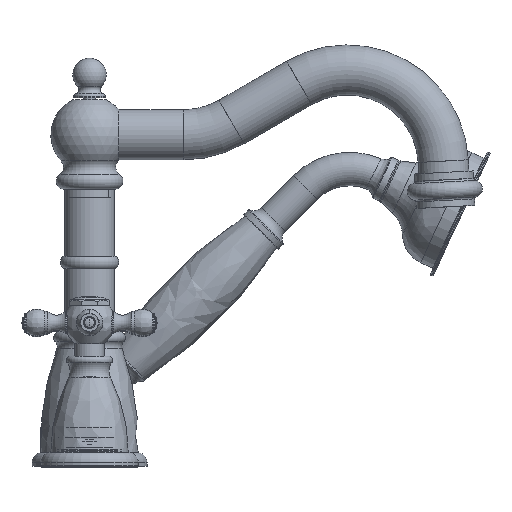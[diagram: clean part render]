
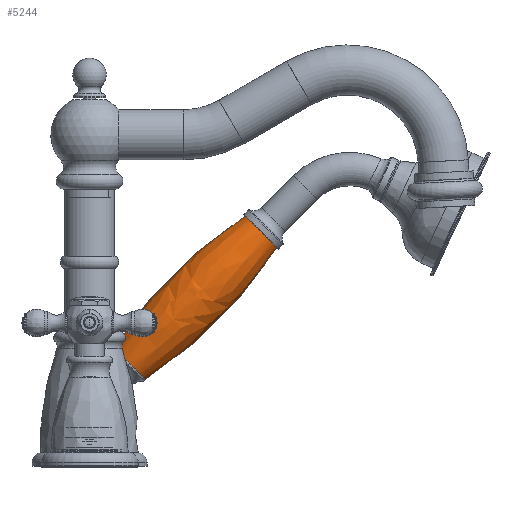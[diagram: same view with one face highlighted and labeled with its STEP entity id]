
A CAD part, top view. The second image highlights one B-rep face of the part: STEP entity #5244.
In plain terms, the highlighted free-form (B-spline) face has degree [3, 3] with [7, 4] control points.
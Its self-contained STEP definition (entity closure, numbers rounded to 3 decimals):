
#53=CARTESIAN_POINT('',(19.117,49.532,-200.));
#54=DIRECTION('',(0.707,0.707,0.));
#55=DIRECTION('',(-0.707,0.707,0.));
#56=AXIS2_PLACEMENT_3D('',#53,#54,#55);
#63=CARTESIAN_POINT('',(-87.53,219.113,-200.));
#64=DIRECTION('',(0.,0.,1.));
#65=DIRECTION('',(0.542,-0.84,0.));
#66=AXIS2_PLACEMENT_3D('',#63,#64,#65);
#68=CARTESIAN_POINT('',(188.696,-57.116,-200.));
#69=DIRECTION('',(0.,0.,1.));
#70=DIRECTION('',(-0.542,0.84,0.));
#71=AXIS2_PLACEMENT_3D('',#68,#69,#70);
#83=CARTESIAN_POINT('',(82.05,112.464,-200.));
#84=DIRECTION('',(-0.707,-0.707,0.));
#85=DIRECTION('',(0.707,-0.707,0.));
#86=AXIS2_PLACEMENT_3D('',#83,#84,#85);
#4270=CARTESIAN_POINT('',(11.516,57.134,-200.));
#4271=CARTESIAN_POINT('',(26.718,41.931,-200.));
#4272=VERTEX_POINT('',#4270);
#4273=VERTEX_POINT('',#4271);
#4274=CARTESIAN_POINT('',(89.651,104.863,-200.));
#4275=VERTEX_POINT('',#4274);
#4276=CARTESIAN_POINT('',(74.449,120.066,-200.));
#4277=VERTEX_POINT('',#4276);
#5206=CARTESIAN_POINT('',(90.602,106.389,-200.651));
#5207=CARTESIAN_POINT('',(73.832,79.913,-201.083));
#5208=CARTESIAN_POINT('',(51.668,57.75,-201.083));
#5209=CARTESIAN_POINT('',(25.192,40.98,-200.651));
#5210=CARTESIAN_POINT('',(90.885,106.106,-194.285));
#5211=CARTESIAN_POINT('',(74.303,79.442,-190.494));
#5212=CARTESIAN_POINT('',(52.139,57.279,-190.494));
#5213=CARTESIAN_POINT('',(25.476,40.696,-194.285));
#5214=CARTESIAN_POINT('',(87.798,109.193,-189.636));
#5215=CARTESIAN_POINT('',(69.167,84.577,-182.76));
#5216=CARTESIAN_POINT('',(47.004,62.415,-182.76));
#5217=CARTESIAN_POINT('',(22.388,43.784,-189.636));
#5218=CARTESIAN_POINT('',(83.288,113.703,-189.636));
#5219=CARTESIAN_POINT('',(61.665,92.08,-182.76));
#5220=CARTESIAN_POINT('',(39.502,69.917,-182.76));
#5221=CARTESIAN_POINT('',(17.879,48.294,-189.636));
#5222=CARTESIAN_POINT('',(78.778,118.213,-189.636));
#5223=CARTESIAN_POINT('',(54.163,99.582,-182.76));
#5224=CARTESIAN_POINT('',(32.,77.419,-182.76));
#5225=CARTESIAN_POINT('',(13.369,52.804,-189.636));
#5226=CARTESIAN_POINT('',(75.691,121.3,-194.285));
#5227=CARTESIAN_POINT('',(49.027,104.717,-190.494));
#5228=CARTESIAN_POINT('',(26.864,82.555,-190.494));
#5229=CARTESIAN_POINT('',(10.281,55.891,-194.285));
#5230=CARTESIAN_POINT('',(75.974,121.017,-200.651));
#5231=CARTESIAN_POINT('',(49.498,104.246,-201.083));
#5232=CARTESIAN_POINT('',(27.335,82.083,-201.083));
#5233=CARTESIAN_POINT('',(10.565,55.608,-200.651));
#5234=(BOUNDED_SURFACE()B_SPLINE_SURFACE(3,3,((#5206,#5207,#5208,#5209),(#5210,
#5211,#5212,#5213),(#5214,#5215,#5216,#5217),(#5218,#5219,#5220,#5221),(#5222,
#5223,#5224,#5225),(#5226,#5227,#5228,#5229),(#5230,#5231,#5232,#5233)),
.UNSPECIFIED.,.F.,.F.,.F.)B_SPLINE_SURFACE_WITH_KNOTS((4,3,4),(4,4),(0.,1.,
2.),(0.,1.),.UNSPECIFIED.)GEOMETRIC_REPRESENTATION_ITEM()RATIONAL_B_SPLINE_SURFACE(((1.202,1.182,1.182,1.202),(
0.949,0.934,0.934,0.949),(
0.949,0.934,0.934,0.949),(
1.202,1.182,1.182,1.202),(
0.949,0.934,0.934,0.949),(
0.949,0.934,0.934,0.949),(
1.202,1.182,1.182,1.202)))REPRESENTATION_ITEM('')SURFACE());
#5235=ORIENTED_EDGE('',*,*,#5199,.F.);
#5237=ORIENTED_EDGE('',*,*,#5236,.F.);
#5239=ORIENTED_EDGE('',*,*,#5238,.F.);
#5241=ORIENTED_EDGE('',*,*,#5240,.F.);
#5242=EDGE_LOOP('',(#5235,#5237,#5239,#5241));
#5243=FACE_OUTER_BOUND('',#5242,.F.);
#57=CIRCLE('',#56,10.75);
#67=CIRCLE('',#66,210.822);
#72=CIRCLE('',#71,210.822);
#87=CIRCLE('',#86,10.75);
#5199=EDGE_CURVE('',#4272,#4273,#57,.T.);
#5236=EDGE_CURVE('',#4277,#4272,#72,.T.);
#5238=EDGE_CURVE('',#4275,#4277,#87,.T.);
#5240=EDGE_CURVE('',#4273,#4275,#67,.T.);
#5244=ADVANCED_FACE('',(#5243),#5234,.T.);
